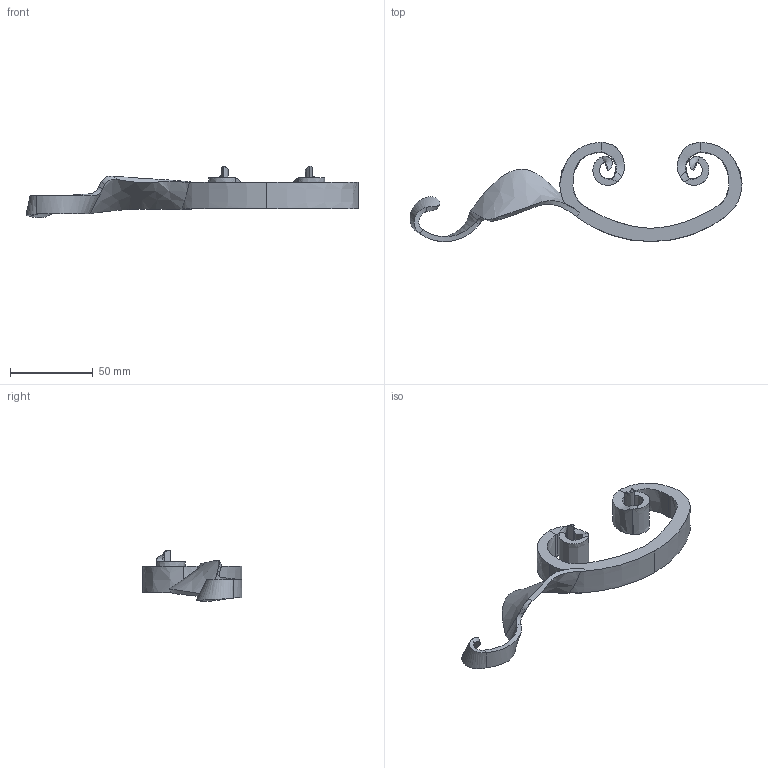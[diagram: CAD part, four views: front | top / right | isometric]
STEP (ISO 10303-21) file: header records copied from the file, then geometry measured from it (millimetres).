
FILE_DESCRIPTION (( 'STEP AP203' ), '1' );
FILE_NAME ('5008.STEP', '2024-04-25T09:32:42', ( '' ), ( '' ), 'SwSTEP 2.0', 'SolidWorks 2018', '' );
FILE_SCHEMA (( 'CONFIG_CONTROL_DESIGN' ));
Length unit declared in the file: millimetre
Products named in the file (1): 5008
Bounding box: 200.45 x 59.99 x 31.17 mm (x, y, z)
Volume: 40284.2 mm3; surface area: 20132.8 mm2
Topology: 1 solids, 1 shells, 232 faces, 622 edges, 411 vertices
Faces by surface type: bspline 144, plane 88
Entity records: 16274 total; most frequent: CARTESIAN_POINT 11465, ORIENTED_EDGE 1244, EDGE_CURVE 622, DIRECTION 484, VERTEX_POINT 411, B_SPLINE_CURVE_WITH_KNOTS 316, VECTOR 306, LINE 306
